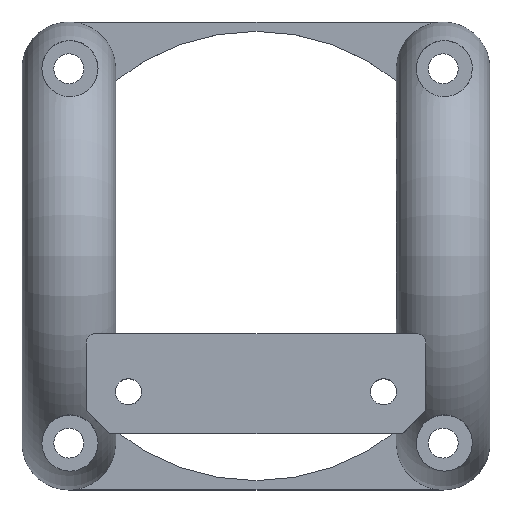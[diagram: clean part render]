
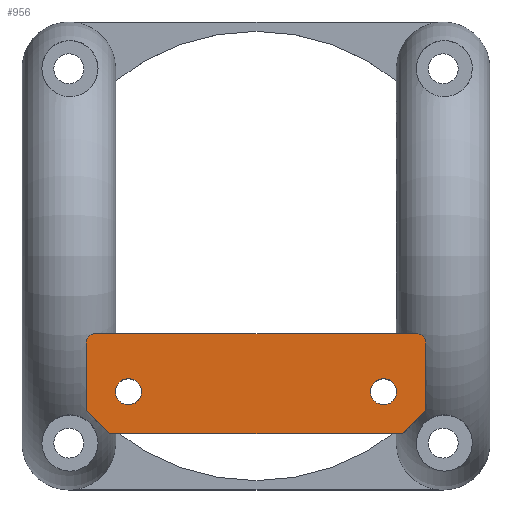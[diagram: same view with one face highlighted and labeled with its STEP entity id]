
A CAD part, top view. The second image highlights one B-rep face of the part: STEP entity #956.
In plain terms, the highlighted planar face has unit normal (0, 0, 1).
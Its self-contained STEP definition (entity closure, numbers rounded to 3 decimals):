
#21=CIRCLE('',#1006,1.);
#22=CIRCLE('',#1009,1.);
#46=CIRCLE('',#1042,1.4);
#47=CIRCLE('',#1044,1.4);
#83=PLANE('',#1061);
#106=FACE_BOUND('',#208,.T.);
#107=FACE_BOUND('',#209,.T.);
#146=FACE_OUTER_BOUND('',#207,.T.);
#207=EDGE_LOOP('',(#764,#765,#766,#767,#768,#769,#770,#771));
#208=EDGE_LOOP('',(#772));
#209=EDGE_LOOP('',(#773));
#244=LINE('',#1569,#297);
#247=LINE('',#1581,#300);
#249=LINE('',#1592,#302);
#256=LINE('',#1709,#309);
#272=LINE('',#2013,#325);
#273=LINE('',#2014,#326);
#297=VECTOR('',#1115,10.);
#300=VECTOR('',#1120,10.);
#302=VECTOR('',#1124,10.);
#309=VECTOR('',#1151,10.);
#325=VECTOR('',#1275,10.);
#326=VECTOR('',#1276,10.);
#390=VERTEX_POINT('',#1566);
#391=VERTEX_POINT('',#1568);
#393=VERTEX_POINT('',#1579);
#395=VERTEX_POINT('',#1590);
#405=VERTEX_POINT('',#1684);
#406=VERTEX_POINT('',#1686);
#408=VERTEX_POINT('',#1707);
#410=VERTEX_POINT('',#1728);
#437=VERTEX_POINT('',#1889);
#438=VERTEX_POINT('',#1893);
#484=EDGE_CURVE('',#390,#391,#244,.T.);
#488=EDGE_CURVE('',#390,#393,#247,.T.);
#491=EDGE_CURVE('',#395,#393,#249,.T.);
#506=EDGE_CURVE('',#405,#406,#21,.T.);
#510=EDGE_CURVE('',#405,#408,#256,.T.);
#513=EDGE_CURVE('',#410,#408,#22,.T.);
#550=EDGE_CURVE('',#437,#437,#46,.T.);
#552=EDGE_CURVE('',#438,#438,#47,.T.);
#570=EDGE_CURVE('',#406,#395,#272,.T.);
#571=EDGE_CURVE('',#410,#391,#273,.T.);
#764=ORIENTED_EDGE('',*,*,#491,.F.);
#765=ORIENTED_EDGE('',*,*,#570,.F.);
#766=ORIENTED_EDGE('',*,*,#506,.F.);
#767=ORIENTED_EDGE('',*,*,#510,.T.);
#768=ORIENTED_EDGE('',*,*,#513,.F.);
#769=ORIENTED_EDGE('',*,*,#571,.T.);
#770=ORIENTED_EDGE('',*,*,#484,.F.);
#771=ORIENTED_EDGE('',*,*,#488,.T.);
#772=ORIENTED_EDGE('',*,*,#550,.T.);
#773=ORIENTED_EDGE('',*,*,#552,.T.);
#956=ADVANCED_FACE('',(#146,#106,#107),#83,.F.);
#1006=AXIS2_PLACEMENT_3D('',#1687,#1145,#1146);
#1009=AXIS2_PLACEMENT_3D('',#1730,#1155,#1156);
#1042=AXIS2_PLACEMENT_3D('',#1890,#1229,#1230);
#1044=AXIS2_PLACEMENT_3D('',#1894,#1234,#1235);
#1061=AXIS2_PLACEMENT_3D('',#2012,#1273,#1274);
#1115=DIRECTION('',(-0.707,0.707,0.));
#1120=DIRECTION('',(1.,0.,0.));
#1124=DIRECTION('',(-0.707,-0.707,0.));
#1145=DIRECTION('center_axis',(0.,0.,
-1.));
#1146=DIRECTION('ref_axis',(0.707,0.707,0.));
#1151=DIRECTION('',(-1.,0.,0.));
#1155=DIRECTION('center_axis',(0.,0.,
-1.));
#1156=DIRECTION('ref_axis',(-0.707,0.707,0.));
#1229=DIRECTION('center_axis',(0.,0.,
-1.));
#1230=DIRECTION('ref_axis',(0.,-1.,0.));
#1234=DIRECTION('center_axis',(0.,0.,
-1.));
#1235=DIRECTION('ref_axis',(0.,-1.,0.));
#1273=DIRECTION('center_axis',(0.,0.,
-1.));
#1274=DIRECTION('ref_axis',(-1.,0.,0.));
#1275=DIRECTION('',(0.,-1.,0.));
#1276=DIRECTION('',(0.,-1.,0.));
#1566=CARTESIAN_POINT('',(-15.75,-59.302,-34.199));
#1568=CARTESIAN_POINT('',(-18.25,-56.802,-34.199));
#1569=CARTESIAN_POINT('',(-13.805,-61.246,-34.199));
#1579=CARTESIAN_POINT('',(15.505,-59.302,-34.199));
#1581=CARTESIAN_POINT('',(-15.75,-59.302,-34.199));
#1590=CARTESIAN_POINT('',(18.005,-56.802,-34.199));
#1592=CARTESIAN_POINT('',(13.561,-61.246,-34.199));
#1684=CARTESIAN_POINT('',(17.006,-48.602,-34.199));
#1686=CARTESIAN_POINT('',(18.006,-49.602,-34.199));
#1687=CARTESIAN_POINT('Origin',(17.006,-49.602,-34.199));
#1707=CARTESIAN_POINT('',(-17.249,-48.602,-34.199));
#1709=CARTESIAN_POINT('',(17.006,-48.602,-34.199));
#1728=CARTESIAN_POINT('',(-18.249,-49.602,-34.199));
#1730=CARTESIAN_POINT('Origin',(-17.249,-49.602,-34.199));
#1889=CARTESIAN_POINT('',(12.106,-54.802,-34.199));
#1890=CARTESIAN_POINT('Origin',(13.506,-54.802,-34.199));
#1893=CARTESIAN_POINT('',(-15.15,-54.802,-34.199));
#1894=CARTESIAN_POINT('Origin',(-13.75,-54.802,-34.199));
#2012=CARTESIAN_POINT('Origin',(-0.122,-53.952,-34.199));
#2013=CARTESIAN_POINT('',(18.006,-48.602,-34.199));
#2014=CARTESIAN_POINT('',(-18.25,-56.802,-34.199));
